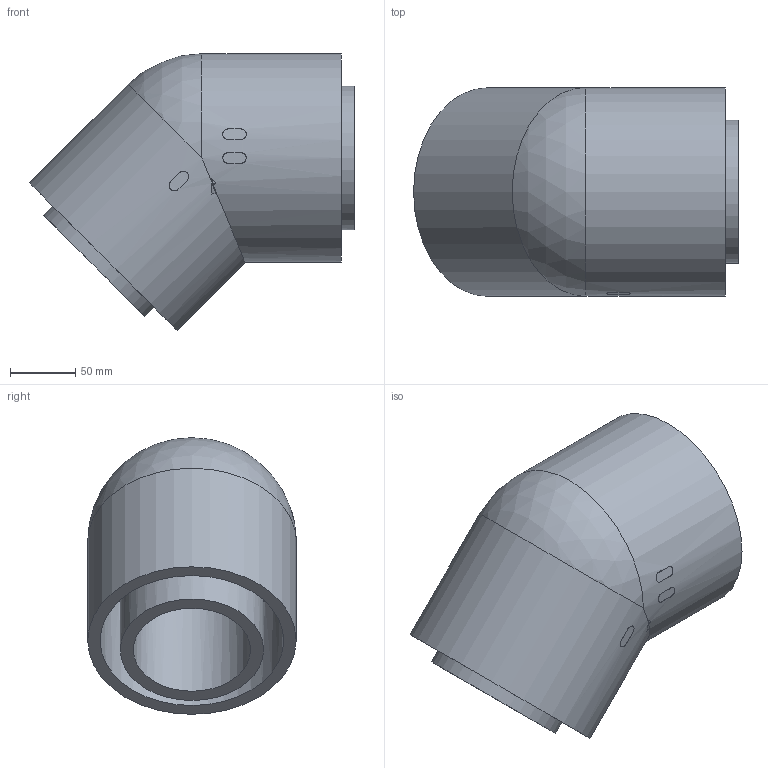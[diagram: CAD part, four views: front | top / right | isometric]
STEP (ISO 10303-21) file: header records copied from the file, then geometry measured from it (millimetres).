
FILE_DESCRIPTION( ( 'STEP AP214' ), '1' );
FILE_NAME( 'AGRU_70191161171_Poly-Flo Elbow 45°_PE 100-RC black_160_110 SDR17_11 (architecture400).stp', '2022-01-21T11:47:09', ( 'License CC BY-ND 4.0' ), ( 'CADENAS' ), ' ', 'PARTsolutions', ' ' );
FILE_SCHEMA( ( 'AUTOMOTIVE_DESIGN { 1 0 10303 214 1 1 1 1 }' ) );
Length unit declared in the file: millimetre
Products named in the file (1): _AGRU_70191161171_Poly-Flo Elbow 45°_PE 100-RC black_160/110  SDR17/11 (architecture400)
Bounding box: 249.23 x 160.1 x 212.23 mm (x, y, z)
Volume: 1926921 mm3; surface area: 341848.3 mm2
Topology: 1 solids, 1 shells, 39 faces, 90 edges, 59 vertices
Faces by surface type: cylinder 20, plane 17, sphere 2
Full cylindrical faces by diameter (mm): 90 x2, 110 x2, 141 x2, 160 x2
Entity records: 1722 total; most frequent: CARTESIAN_POINT 570, DIRECTION 172, ORIENTED_EDGE 150, EDGE_CURVE 75, AXIS2_PLACEMENT_3D 71, EDGE_LOOP 58, VERTEX_POINT 53, FACE_OUTER_BOUND 47
